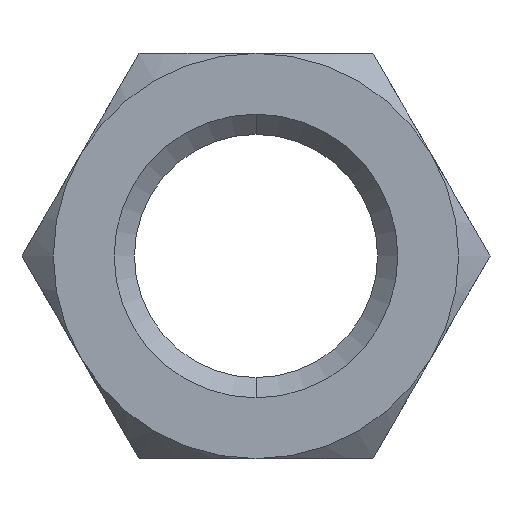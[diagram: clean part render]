
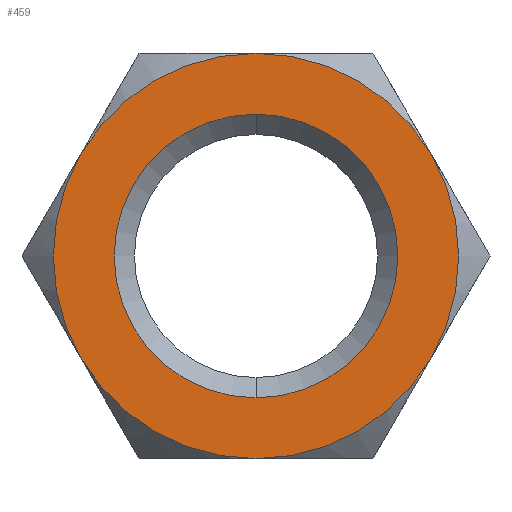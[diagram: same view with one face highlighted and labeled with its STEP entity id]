
A CAD part, front view. The second image highlights one B-rep face of the part: STEP entity #459.
In plain terms, the highlighted planar face has unit normal (0, -1, 0).
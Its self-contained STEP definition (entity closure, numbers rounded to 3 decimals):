
#6 = ORIENTED_EDGE ( 'NONE', *, *, #311, .T. ) ;
#15 = AXIS2_PLACEMENT_3D ( 'NONE', #233, #694, #697 ) ;
#18 = VERTEX_POINT ( 'NONE', #63 ) ;
#21 = CIRCLE ( 'NONE', #411, 5. ) ;
#25 = CARTESIAN_POINT ( 'NONE',  ( 0., 0., 0. ) ) ;
#35 = DIRECTION ( 'NONE',  ( 0., 0., -1. ) ) ;
#39 = CARTESIAN_POINT ( 'NONE',  ( 0., 0., 0. ) ) ;
#44 = VERTEX_POINT ( 'NONE', #475 ) ;
#46 = DIRECTION ( 'NONE',  ( 0., 0., -1. ) ) ;
#54 = AXIS2_PLACEMENT_3D ( 'NONE', #58, #190, #585 ) ;
#58 = CARTESIAN_POINT ( 'NONE',  ( 0., 0., 0. ) ) ;
#63 = CARTESIAN_POINT ( 'NONE',  ( 0., 0., 3.5 ) ) ;
#76 = ORIENTED_EDGE ( 'NONE', *, *, #138, .T. ) ;
#89 = FACE_BOUND ( 'NONE', #286, .T. ) ;
#97 = DIRECTION ( 'NONE',  ( 0., 1., 0. ) ) ;
#127 = CARTESIAN_POINT ( 'NONE',  ( -4.33, 0., -2.5 ) ) ;
#137 = ORIENTED_EDGE ( 'NONE', *, *, #213, .T. ) ;
#138 = EDGE_CURVE ( 'NONE', #363, #200, #218, .T. ) ;
#152 = CARTESIAN_POINT ( 'NONE',  ( 0., 0., 0. ) ) ;
#165 = DIRECTION ( 'NONE',  ( 0., 0., 1. ) ) ;
#171 = VERTEX_POINT ( 'NONE', #481 ) ;
#186 = CARTESIAN_POINT ( 'NONE',  ( 0., 0., 5. ) ) ;
#187 = CIRCLE ( 'NONE', #316, 5. ) ;
#190 = DIRECTION ( 'NONE',  ( 0., 1., 0. ) ) ;
#200 = VERTEX_POINT ( 'NONE', #423 ) ;
#213 = EDGE_CURVE ( 'NONE', #18, #171, #350, .T. ) ;
#217 = DIRECTION ( 'NONE',  ( 0., -1., 0. ) ) ;
#218 = CIRCLE ( 'NONE', #521, 5. ) ;
#226 = VERTEX_POINT ( 'NONE', #686 ) ;
#233 = CARTESIAN_POINT ( 'NONE',  ( 0., 0., 0. ) ) ;
#286 = EDGE_LOOP ( 'NONE', ( #469, #137 ) ) ;
#292 = EDGE_CURVE ( 'NONE', #226, #363, #647, .T. ) ;
#298 = CARTESIAN_POINT ( 'NONE',  ( 0., 0., 0. ) ) ;
#307 = FACE_OUTER_BOUND ( 'NONE', #555, .T. ) ;
#309 = ORIENTED_EDGE ( 'NONE', *, *, #710, .T. ) ;
#311 = EDGE_CURVE ( 'NONE', #374, #474, #788, .T. ) ;
#316 = AXIS2_PLACEMENT_3D ( 'NONE', #25, #670, #557 ) ;
#333 = DIRECTION ( 'NONE',  ( 0., 0., 1. ) ) ;
#339 = CARTESIAN_POINT ( 'NONE',  ( 0., 0., 0. ) ) ;
#350 = CIRCLE ( 'NONE', #560, 3.5 ) ;
#363 = VERTEX_POINT ( 'NONE', #186 ) ;
#374 = VERTEX_POINT ( 'NONE', #127 ) ;
#411 = AXIS2_PLACEMENT_3D ( 'NONE', #39, #569, #35 ) ;
#423 = CARTESIAN_POINT ( 'NONE',  ( -4.33, 0., 2.5 ) ) ;
#427 = AXIS2_PLACEMENT_3D ( 'NONE', #645, #541, #333 ) ;
#431 = EDGE_CURVE ( 'NONE', #171, #18, #811, .T. ) ;
#447 = DIRECTION ( 'NONE',  ( 0., -1., 0. ) ) ;
#459 = ADVANCED_FACE ( 'NONE', ( #89, #307 ), #643, .F. ) ;
#469 = ORIENTED_EDGE ( 'NONE', *, *, #431, .T. ) ;
#471 = CARTESIAN_POINT ( 'NONE',  ( 0., 0., -5. ) ) ;
#474 = VERTEX_POINT ( 'NONE', #471 ) ;
#475 = CARTESIAN_POINT ( 'NONE',  ( 4.33, 0., -2.5 ) ) ;
#478 = DIRECTION ( 'NONE',  ( 0., -1., 0. ) ) ;
#481 = CARTESIAN_POINT ( 'NONE',  ( 0., 0., -3.5 ) ) ;
#502 = CIRCLE ( 'NONE', #529, 5. ) ;
#521 = AXIS2_PLACEMENT_3D ( 'NONE', #152, #217, #744 ) ;
#529 = AXIS2_PLACEMENT_3D ( 'NONE', #339, #478, #665 ) ;
#541 = DIRECTION ( 'NONE',  ( 0., 1., 0. ) ) ;
#542 = ORIENTED_EDGE ( 'NONE', *, *, #659, .T. ) ;
#550 = EDGE_CURVE ( 'NONE', #200, #374, #502, .T. ) ;
#555 = EDGE_LOOP ( 'NONE', ( #723, #76, #660, #6, #542, #309 ) ) ;
#557 = DIRECTION ( 'NONE',  ( 0., 0., -1. ) ) ;
#560 = AXIS2_PLACEMENT_3D ( 'NONE', #679, #97, #165 ) ;
#569 = DIRECTION ( 'NONE',  ( 0., -1., 0. ) ) ;
#585 = DIRECTION ( 'NONE',  ( 0., 0., 1. ) ) ;
#643 = PLANE ( 'NONE',  #427 ) ;
#645 = CARTESIAN_POINT ( 'NONE',  ( 0., 0., 0. ) ) ;
#647 = CIRCLE ( 'NONE', #15, 5. ) ;
#659 = EDGE_CURVE ( 'NONE', #474, #44, #187, .T. ) ;
#660 = ORIENTED_EDGE ( 'NONE', *, *, #550, .T. ) ;
#665 = DIRECTION ( 'NONE',  ( 0., 0., -1. ) ) ;
#670 = DIRECTION ( 'NONE',  ( 0., -1., 0. ) ) ;
#679 = CARTESIAN_POINT ( 'NONE',  ( 0., 0., 0. ) ) ;
#686 = CARTESIAN_POINT ( 'NONE',  ( 4.33, 0., 2.5 ) ) ;
#694 = DIRECTION ( 'NONE',  ( 0., -1., 0. ) ) ;
#697 = DIRECTION ( 'NONE',  ( 0., 0., -1. ) ) ;
#710 = EDGE_CURVE ( 'NONE', #44, #226, #21, .T. ) ;
#723 = ORIENTED_EDGE ( 'NONE', *, *, #292, .T. ) ;
#744 = DIRECTION ( 'NONE',  ( 0., 0., -1. ) ) ;
#788 = CIRCLE ( 'NONE', #844, 5. ) ;
#811 = CIRCLE ( 'NONE', #54, 3.5 ) ;
#844 = AXIS2_PLACEMENT_3D ( 'NONE', #298, #447, #46 ) ;
